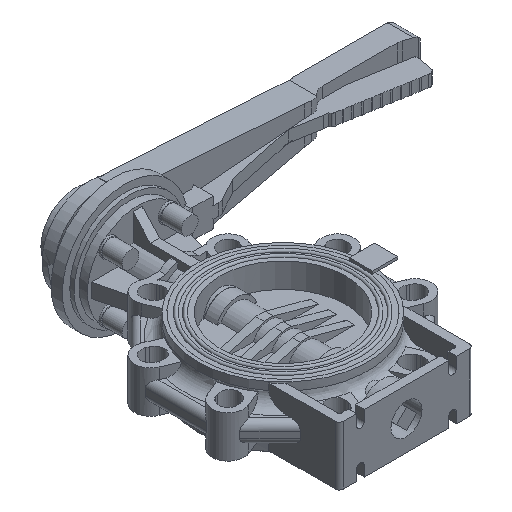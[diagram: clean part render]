
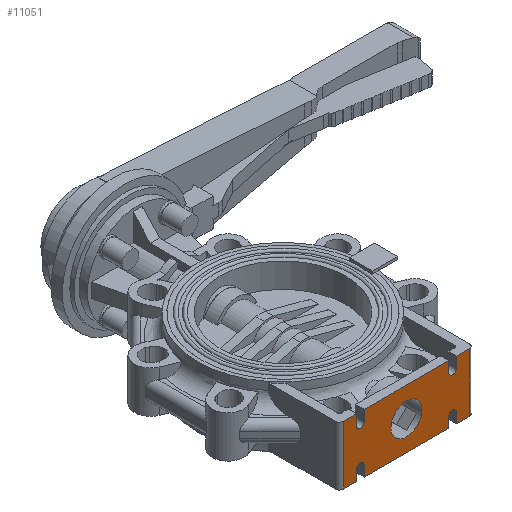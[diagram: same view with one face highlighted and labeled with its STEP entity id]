
A CAD part, isometric view. The second image highlights one B-rep face of the part: STEP entity #11051.
In plain terms, the highlighted planar face has unit normal (0, -1, 0).
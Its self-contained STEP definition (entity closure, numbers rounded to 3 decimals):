
#56=FACE_BOUND('',#1377,.T.);
#782=FACE_OUTER_BOUND('',#1376,.T.);
#1376=EDGE_LOOP('',(#9053,#9054,#9055,#9056,#9057,#9058,#9059,#9060,#9061,
#9062,#9063,#9064,#9065,#9066,#9067,#9068,#9069,#9070,#9071,#9072));
#1377=EDGE_LOOP('',(#9073));
#1625=CIRCLE('',#11349,18.519);
#1959=CIRCLE('',#12059,4.5);
#1962=CIRCLE('',#12065,4.5);
#1963=CIRCLE('',#12066,4.5);
#1964=CIRCLE('',#12067,4.5);
#2766=LINE('',#18762,#3790);
#2775=LINE('',#18858,#3799);
#2781=LINE('',#18872,#3805);
#2783=LINE('',#18878,#3807);
#2786=LINE('',#18888,#3810);
#2789=LINE('',#18896,#3813);
#2792=LINE('',#18901,#3816);
#2793=LINE('',#18903,#3817);
#2794=LINE('',#18907,#3818);
#2795=LINE('',#18909,#3819);
#2796=LINE('',#18911,#3820);
#2797=LINE('',#18914,#3821);
#2798=LINE('',#18916,#3822);
#2799=LINE('',#18918,#3823);
#2800=LINE('',#18920,#3824);
#2801=LINE('',#18923,#3825);
#3790=VECTOR('',#14641,1.);
#3799=VECTOR('',#14664,1.);
#3805=VECTOR('',#14674,1.);
#3807=VECTOR('',#14678,1.);
#3810=VECTOR('',#14691,1.);
#3813=VECTOR('',#14698,1.);
#3816=VECTOR('',#14703,1.);
#3817=VECTOR('',#14704,1.);
#3818=VECTOR('',#14707,1.);
#3819=VECTOR('',#14708,1.);
#3820=VECTOR('',#14709,1.);
#3821=VECTOR('',#14712,1.);
#3822=VECTOR('',#14713,1.);
#3823=VECTOR('',#14714,1.);
#3824=VECTOR('',#14715,1.);
#3825=VECTOR('',#14718,1.);
#4218=VERTEX_POINT('',#16106);
#4913=VERTEX_POINT('',#18759);
#4914=VERTEX_POINT('',#18761);
#4925=VERTEX_POINT('',#18855);
#4926=VERTEX_POINT('',#18857);
#4930=VERTEX_POINT('',#18866);
#4932=VERTEX_POINT('',#18870);
#4933=VERTEX_POINT('',#18874);
#4935=VERTEX_POINT('',#18877);
#4937=VERTEX_POINT('',#18886);
#4940=VERTEX_POINT('',#18895);
#4942=VERTEX_POINT('',#18902);
#4943=VERTEX_POINT('',#18904);
#4944=VERTEX_POINT('',#18906);
#4945=VERTEX_POINT('',#18908);
#4946=VERTEX_POINT('',#18910);
#4947=VERTEX_POINT('',#18912);
#4948=VERTEX_POINT('',#18915);
#4949=VERTEX_POINT('',#18917);
#4950=VERTEX_POINT('',#18919);
#4951=VERTEX_POINT('',#18921);
#5331=EDGE_CURVE('',#4218,#4218,#1625,.T.);
#6365=EDGE_CURVE('',#4914,#4913,#2766,.T.);
#6380=EDGE_CURVE('',#4926,#4925,#2775,.T.);
#6387=EDGE_CURVE('',#4930,#4932,#2781,.T.);
#6389=EDGE_CURVE('',#4935,#4933,#2783,.T.);
#6393=EDGE_CURVE('',#4932,#4935,#1959,.T.);
#6395=EDGE_CURVE('',#4933,#4937,#2786,.T.);
#6399=EDGE_CURVE('',#4940,#4930,#2789,.T.);
#6402=EDGE_CURVE('',#4914,#4937,#2792,.T.);
#6403=EDGE_CURVE('',#4913,#4942,#2793,.T.);
#6404=EDGE_CURVE('',#4942,#4943,#1962,.T.);
#6405=EDGE_CURVE('',#4943,#4944,#2794,.T.);
#6406=EDGE_CURVE('',#4944,#4945,#2795,.T.);
#6407=EDGE_CURVE('',#4945,#4946,#2796,.T.);
#6408=EDGE_CURVE('',#4946,#4947,#1963,.T.);
#6409=EDGE_CURVE('',#4947,#4926,#2797,.T.);
#6410=EDGE_CURVE('',#4925,#4948,#2798,.T.);
#6411=EDGE_CURVE('',#4948,#4949,#2799,.T.);
#6412=EDGE_CURVE('',#4949,#4950,#2800,.T.);
#6413=EDGE_CURVE('',#4950,#4951,#1964,.T.);
#6414=EDGE_CURVE('',#4951,#4940,#2801,.T.);
#9053=ORIENTED_EDGE('',*,*,#6387,.T.);
#9054=ORIENTED_EDGE('',*,*,#6393,.T.);
#9055=ORIENTED_EDGE('',*,*,#6389,.T.);
#9056=ORIENTED_EDGE('',*,*,#6395,.T.);
#9057=ORIENTED_EDGE('',*,*,#6402,.F.);
#9058=ORIENTED_EDGE('',*,*,#6365,.T.);
#9059=ORIENTED_EDGE('',*,*,#6403,.T.);
#9060=ORIENTED_EDGE('',*,*,#6404,.T.);
#9061=ORIENTED_EDGE('',*,*,#6405,.T.);
#9062=ORIENTED_EDGE('',*,*,#6406,.T.);
#9063=ORIENTED_EDGE('',*,*,#6407,.T.);
#9064=ORIENTED_EDGE('',*,*,#6408,.T.);
#9065=ORIENTED_EDGE('',*,*,#6409,.T.);
#9066=ORIENTED_EDGE('',*,*,#6380,.T.);
#9067=ORIENTED_EDGE('',*,*,#6410,.T.);
#9068=ORIENTED_EDGE('',*,*,#6411,.T.);
#9069=ORIENTED_EDGE('',*,*,#6412,.T.);
#9070=ORIENTED_EDGE('',*,*,#6413,.T.);
#9071=ORIENTED_EDGE('',*,*,#6414,.T.);
#9072=ORIENTED_EDGE('',*,*,#6399,.T.);
#9073=ORIENTED_EDGE('',*,*,#5331,.T.);
#10309=PLANE('',#12064);
#11051=ADVANCED_FACE('',(#782,#56),#10309,.T.);
#11349=AXIS2_PLACEMENT_3D('',#16108,#12611,#12612);
#12059=AXIS2_PLACEMENT_3D('',#18884,#14685,#14686);
#12064=AXIS2_PLACEMENT_3D('',#18900,#14701,#14702);
#12065=AXIS2_PLACEMENT_3D('',#18905,#14705,#14706);
#12066=AXIS2_PLACEMENT_3D('',#18913,#14710,#14711);
#12067=AXIS2_PLACEMENT_3D('',#18922,#14716,#14717);
#12611=DIRECTION('center_axis',(0.,1.,0.));
#12612=DIRECTION('ref_axis',(1.,0.,0.));
#14641=DIRECTION('',(1.,0.,0.));
#14664=DIRECTION('',(1.,0.,0.));
#14674=DIRECTION('',(0.,0.,-1.));
#14678=DIRECTION('',(0.,0.,1.));
#14685=DIRECTION('center_axis',(0.,1.,0.));
#14686=DIRECTION('ref_axis',(1.,0.,0.));
#14691=DIRECTION('',(-1.,0.,0.));
#14698=DIRECTION('',(-1.,0.,0.));
#14701=DIRECTION('center_axis',(0.,-1.,0.));
#14702=DIRECTION('ref_axis',(1.,0.,0.));
#14703=DIRECTION('',(0.,0.,1.));
#14704=DIRECTION('',(0.,0.,1.));
#14705=DIRECTION('center_axis',(0.,1.,0.));
#14706=DIRECTION('ref_axis',(-1.,0.,0.));
#14707=DIRECTION('',(0.,0.,-1.));
#14708=DIRECTION('',(1.,0.,0.));
#14709=DIRECTION('',(0.,0.,1.));
#14710=DIRECTION('center_axis',(0.,1.,0.));
#14711=DIRECTION('ref_axis',(-1.,0.,0.));
#14712=DIRECTION('',(0.,0.,-1.));
#14713=DIRECTION('',(0.,0.,1.));
#14714=DIRECTION('',(-1.,0.,0.));
#14715=DIRECTION('',(0.,0.,-1.));
#14716=DIRECTION('center_axis',(0.,1.,0.));
#14717=DIRECTION('ref_axis',(1.,0.,0.));
#14718=DIRECTION('',(0.,0.,1.));
#16106=CARTESIAN_POINT('',(-18.519,-147.5,0.));
#16108=CARTESIAN_POINT('Origin',(0.,-147.5,0.));
#18759=CARTESIAN_POINT('',(-59.5,-147.5,-35.));
#18761=CARTESIAN_POINT('',(-75.061,-147.5,-35.));
#18762=CARTESIAN_POINT('',(-75.061,-147.5,-35.));
#18855=CARTESIAN_POINT('',(75.061,-147.5,-35.));
#18857=CARTESIAN_POINT('',(59.5,-147.5,-35.));
#18858=CARTESIAN_POINT('',(-75.061,-147.5,-35.));
#18866=CARTESIAN_POINT('',(-50.5,-147.5,35.));
#18870=CARTESIAN_POINT('',(-50.5,-147.5,22.5));
#18872=CARTESIAN_POINT('',(-50.5,-147.5,2.188));
#18874=CARTESIAN_POINT('',(-59.5,-147.5,35.));
#18877=CARTESIAN_POINT('',(-59.5,-147.5,22.5));
#18878=CARTESIAN_POINT('',(-59.5,-147.5,-0.625));
#18884=CARTESIAN_POINT('Origin',(-55.,-147.5,22.5));
#18886=CARTESIAN_POINT('',(-75.061,-147.5,35.));
#18888=CARTESIAN_POINT('',(-75.061,-147.5,35.));
#18895=CARTESIAN_POINT('',(50.5,-147.5,35.));
#18896=CARTESIAN_POINT('',(-75.061,-147.5,35.));
#18900=CARTESIAN_POINT('Origin',(0.,-147.5,-35.));
#18901=CARTESIAN_POINT('',(-75.061,-147.5,-35.));
#18902=CARTESIAN_POINT('',(-59.5,-147.5,-22.5));
#18903=CARTESIAN_POINT('',(-59.5,-147.5,-34.375));
#18904=CARTESIAN_POINT('',(-50.5,-147.5,-22.5));
#18905=CARTESIAN_POINT('Origin',(-55.,-147.5,-22.5));
#18906=CARTESIAN_POINT('',(-50.5,-147.5,-35.));
#18907=CARTESIAN_POINT('',(-50.5,-147.5,-31.563));
#18908=CARTESIAN_POINT('',(50.5,-147.5,-35.));
#18909=CARTESIAN_POINT('',(-75.061,-147.5,-35.));
#18910=CARTESIAN_POINT('',(50.5,-147.5,-22.5));
#18911=CARTESIAN_POINT('',(50.5,-147.5,-34.375));
#18912=CARTESIAN_POINT('',(59.5,-147.5,-22.5));
#18913=CARTESIAN_POINT('Origin',(55.,-147.5,-22.5));
#18914=CARTESIAN_POINT('',(59.5,-147.5,-31.563));
#18915=CARTESIAN_POINT('',(75.061,-147.5,35.));
#18916=CARTESIAN_POINT('',(75.061,-147.5,-35.));
#18917=CARTESIAN_POINT('',(59.5,-147.5,35.));
#18918=CARTESIAN_POINT('',(-75.061,-147.5,35.));
#18919=CARTESIAN_POINT('',(59.5,-147.5,22.5));
#18920=CARTESIAN_POINT('',(59.5,-147.5,2.188));
#18921=CARTESIAN_POINT('',(50.5,-147.5,22.5));
#18922=CARTESIAN_POINT('Origin',(55.,-147.5,22.5));
#18923=CARTESIAN_POINT('',(50.5,-147.5,-0.625));
